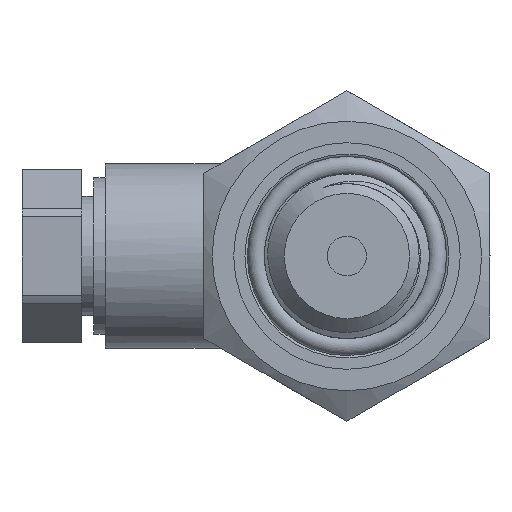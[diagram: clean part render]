
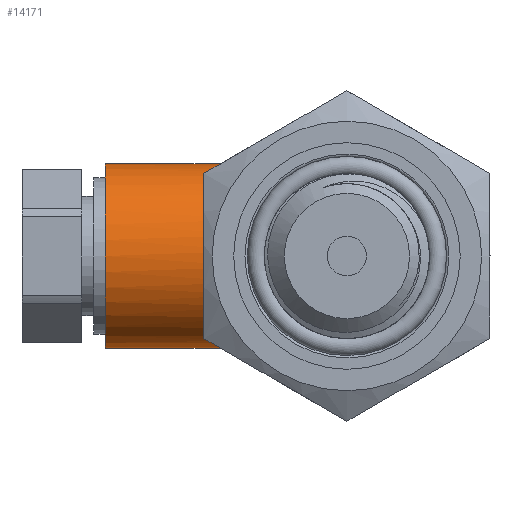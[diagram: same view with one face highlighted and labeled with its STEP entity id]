
A CAD part, left-side view. The second image highlights one B-rep face of the part: STEP entity #14171.
In plain terms, the highlighted cylindrical face has radius 7.75 mm (diameter 15.5 mm), a full revolution.
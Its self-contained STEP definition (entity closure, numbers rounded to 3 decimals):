
#106=ELLIPSE('',#14869,7.752,7.75);
#1436=FACE_OUTER_BOUND('',#2248,.T.);
#2248=EDGE_LOOP('',(#12918,#12919,#12920,#12921,#12922,#12923,#12924,#12925,
#12926,#12927,#12928,#12929,#12930));
#2510=CIRCLE('',#14867,7.75);
#2511=CIRCLE('',#14868,7.75);
#2512=CIRCLE('',#14870,7.75);
#2513=CIRCLE('',#14871,7.75);
#2514=CIRCLE('',#14872,7.75);
#3385=B_SPLINE_CURVE_WITH_KNOTS('',3,(#89538,#89539,#89540,#89541,#89542,
#89543),.UNSPECIFIED.,.F.,.F.,(4,2,4),(0.,0.197,0.394),
 .UNSPECIFIED.);
#3390=B_SPLINE_CURVE_WITH_KNOTS('',3,(#92439,#92440,#92441,#92442,#92443,
#92444),.UNSPECIFIED.,.F.,.F.,(4,2,4),(-0.394,-0.197,
0.),.UNSPECIFIED.);
#3391=B_SPLINE_CURVE_WITH_KNOTS('',3,(#92446,#92447,#92448,#92449,#92450,
#92451),.UNSPECIFIED.,.F.,.F.,(4,2,4),(-1.208,-1.012,
-0.815),.UNSPECIFIED.);
#3392=B_SPLINE_CURVE_WITH_KNOTS('',3,(#92455,#92456,#92457,#92458,#92459,
#92460,#92461,#92462,#92463,#92464),.UNSPECIFIED.,.F.,.F.,(4,2,2,2,4),(-1.982,
-1.821,-1.654,-1.486,-1.325),
 .UNSPECIFIED.);
#3393=B_SPLINE_CURVE_WITH_KNOTS('',3,(#92467,#92468,#92469,#92470,#92471,
#92472),.UNSPECIFIED.,.F.,.F.,(4,2,4),(-0.394,-0.197,
0.),.UNSPECIFIED.);
#4317=LINE('',#92431,#5332);
#5332=VECTOR('',#17085,7.75);
#6773=VERTEX_POINT('',#89535);
#6774=VERTEX_POINT('',#89537);
#6777=VERTEX_POINT('',#92429);
#6778=VERTEX_POINT('',#92432);
#6779=VERTEX_POINT('',#92434);
#6780=VERTEX_POINT('',#92436);
#6781=VERTEX_POINT('',#92438);
#6782=VERTEX_POINT('',#92445);
#6783=VERTEX_POINT('',#92452);
#6784=VERTEX_POINT('',#92454);
#6785=VERTEX_POINT('',#92465);
#8849=EDGE_CURVE('',#6774,#6773,#3385,.T.);
#8858=EDGE_CURVE('',#6777,#6777,#2510,.T.);
#8859=EDGE_CURVE('',#6777,#6774,#4317,.T.);
#8860=EDGE_CURVE('',#6773,#6778,#2511,.F.);
#8861=EDGE_CURVE('',#6778,#6779,#106,.F.);
#8862=EDGE_CURVE('',#6779,#6780,#2512,.F.);
#8863=EDGE_CURVE('',#6780,#6781,#3390,.T.);
#8864=EDGE_CURVE('',#6781,#6782,#3391,.T.);
#8865=EDGE_CURVE('',#6782,#6783,#2513,.F.);
#8866=EDGE_CURVE('',#6783,#6784,#3392,.T.);
#8867=EDGE_CURVE('',#6784,#6785,#2514,.F.);
#8868=EDGE_CURVE('',#6785,#6774,#3393,.T.);
#12918=ORIENTED_EDGE('',*,*,#8858,.T.);
#12919=ORIENTED_EDGE('',*,*,#8859,.T.);
#12920=ORIENTED_EDGE('',*,*,#8849,.T.);
#12921=ORIENTED_EDGE('',*,*,#8860,.T.);
#12922=ORIENTED_EDGE('',*,*,#8861,.T.);
#12923=ORIENTED_EDGE('',*,*,#8862,.T.);
#12924=ORIENTED_EDGE('',*,*,#8863,.T.);
#12925=ORIENTED_EDGE('',*,*,#8864,.T.);
#12926=ORIENTED_EDGE('',*,*,#8865,.T.);
#12927=ORIENTED_EDGE('',*,*,#8866,.T.);
#12928=ORIENTED_EDGE('',*,*,#8867,.T.);
#12929=ORIENTED_EDGE('',*,*,#8868,.T.);
#12930=ORIENTED_EDGE('',*,*,#8859,.F.);
#13449=CYLINDRICAL_SURFACE('',#14866,7.75);
#14171=ADVANCED_FACE('',(#1436),#13449,.T.);
#14866=AXIS2_PLACEMENT_3D('',#92428,#17081,#17082);
#14867=AXIS2_PLACEMENT_3D('',#92430,#17083,#17084);
#14868=AXIS2_PLACEMENT_3D('',#92433,#17086,#17087);
#14869=AXIS2_PLACEMENT_3D('',#92435,#17088,#17089);
#14870=AXIS2_PLACEMENT_3D('',#92437,#17090,#17091);
#14871=AXIS2_PLACEMENT_3D('',#92453,#17092,#17093);
#14872=AXIS2_PLACEMENT_3D('',#92466,#17094,#17095);
#17081=DIRECTION('center_axis',(0.,1.,0.));
#17082=DIRECTION('ref_axis',(0.,0.,-1.));
#17083=DIRECTION('center_axis',(0.,-1.,0.));
#17084=DIRECTION('ref_axis',(0.,0.,-1.));
#17085=DIRECTION('',(0.,-1.,0.));
#17086=DIRECTION('center_axis',(0.,-1.,0.));
#17087=DIRECTION('ref_axis',(0.,0.,-1.));
#17088=DIRECTION('center_axis',(-0.021,-1.,
0.));
#17089=DIRECTION('ref_axis',(1.,-0.021,0.));
#17090=DIRECTION('center_axis',(0.,-1.,0.));
#17091=DIRECTION('ref_axis',(0.,0.,-1.));
#17092=DIRECTION('center_axis',(0.,-1.,0.));
#17093=DIRECTION('ref_axis',(0.,0.,-1.));
#17094=DIRECTION('center_axis',(0.,-1.,0.));
#17095=DIRECTION('ref_axis',(0.,0.,-1.));
#89535=CARTESIAN_POINT('',(3.808,7.75,6.75));
#89537=CARTESIAN_POINT('',(0.,6.75,7.75));
#89538=CARTESIAN_POINT('Ctrl Pts',(0.,6.75,7.75));
#89539=CARTESIAN_POINT('Ctrl Pts',(0.618,6.972,7.75));
#89540=CARTESIAN_POINT('Ctrl Pts',(1.289,7.215,7.672));
#89541=CARTESIAN_POINT('Ctrl Pts',(2.598,7.602,7.333));
#89542=CARTESIAN_POINT('Ctrl Pts',(3.236,7.75,7.072));
#89543=CARTESIAN_POINT('Ctrl Pts',(3.808,7.75,6.75));
#92428=CARTESIAN_POINT('Origin',(0.,3.5,0.));
#92429=CARTESIAN_POINT('',(0.,20.25,7.75));
#92430=CARTESIAN_POINT('Origin',(0.,20.25,0.));
#92431=CARTESIAN_POINT('',(0.,3.5,7.75));
#92432=CARTESIAN_POINT('',(6.5,7.75,4.22));
#92433=CARTESIAN_POINT('Origin',(0.,7.75,0.));
#92434=CARTESIAN_POINT('',(6.5,7.75,-4.22));
#92435=CARTESIAN_POINT('Origin',(0.,7.885,0.));
#92436=CARTESIAN_POINT('',(3.808,7.75,-6.75));
#92437=CARTESIAN_POINT('Origin',(0.,7.75,0.));
#92438=CARTESIAN_POINT('',(0.,6.75,-7.75));
#92439=CARTESIAN_POINT('Ctrl Pts',(3.808,7.75,-6.75));
#92440=CARTESIAN_POINT('Ctrl Pts',(3.236,7.75,-7.072));
#92441=CARTESIAN_POINT('Ctrl Pts',(2.598,7.602,-7.333));
#92442=CARTESIAN_POINT('Ctrl Pts',(1.289,7.215,-7.672));
#92443=CARTESIAN_POINT('Ctrl Pts',(0.618,6.972,-7.75));
#92444=CARTESIAN_POINT('Ctrl Pts',(0.,6.75,-7.75));
#92445=CARTESIAN_POINT('',(-3.808,7.75,-6.75));
#92446=CARTESIAN_POINT('Ctrl Pts',(0.,6.75,-7.75));
#92447=CARTESIAN_POINT('Ctrl Pts',(-0.618,6.972,-7.75));
#92448=CARTESIAN_POINT('Ctrl Pts',(-1.289,7.215,-7.672));
#92449=CARTESIAN_POINT('Ctrl Pts',(-2.598,7.602,-7.333));
#92450=CARTESIAN_POINT('Ctrl Pts',(-3.236,7.75,-7.072));
#92451=CARTESIAN_POINT('Ctrl Pts',(-3.808,7.75,-6.75));
#92452=CARTESIAN_POINT('',(-7.,7.75,-3.326));
#92453=CARTESIAN_POINT('Origin',(0.,7.75,0.));
#92454=CARTESIAN_POINT('',(-7.,7.75,3.326));
#92455=CARTESIAN_POINT('Ctrl Pts',(-7.,7.75,-3.326));
#92456=CARTESIAN_POINT('Ctrl Pts',(-7.232,7.75,-2.839));
#92457=CARTESIAN_POINT('Ctrl Pts',(-7.424,7.668,-2.295));
#92458=CARTESIAN_POINT('Ctrl Pts',(-7.686,7.495,-1.157));
#92459=CARTESIAN_POINT('Ctrl Pts',(-7.75,7.411,-0.559));
#92460=CARTESIAN_POINT('Ctrl Pts',(-7.75,7.411,0.559));
#92461=CARTESIAN_POINT('Ctrl Pts',(-7.686,7.495,1.157));
#92462=CARTESIAN_POINT('Ctrl Pts',(-7.424,7.668,2.295));
#92463=CARTESIAN_POINT('Ctrl Pts',(-7.232,7.75,2.839));
#92464=CARTESIAN_POINT('Ctrl Pts',(-7.,7.75,3.326));
#92465=CARTESIAN_POINT('',(-3.808,7.75,6.75));
#92466=CARTESIAN_POINT('Origin',(0.,7.75,0.));
#92467=CARTESIAN_POINT('Ctrl Pts',(-3.808,7.75,6.75));
#92468=CARTESIAN_POINT('Ctrl Pts',(-3.236,7.75,7.072));
#92469=CARTESIAN_POINT('Ctrl Pts',(-2.598,7.602,7.333));
#92470=CARTESIAN_POINT('Ctrl Pts',(-1.289,7.215,7.672));
#92471=CARTESIAN_POINT('Ctrl Pts',(-0.618,6.972,7.75));
#92472=CARTESIAN_POINT('Ctrl Pts',(0.,6.75,7.75));
